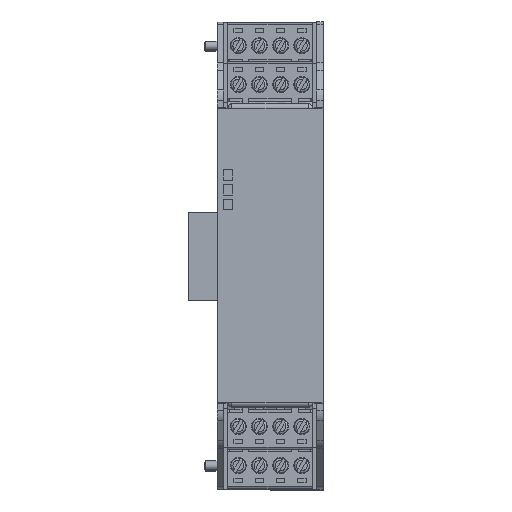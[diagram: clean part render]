
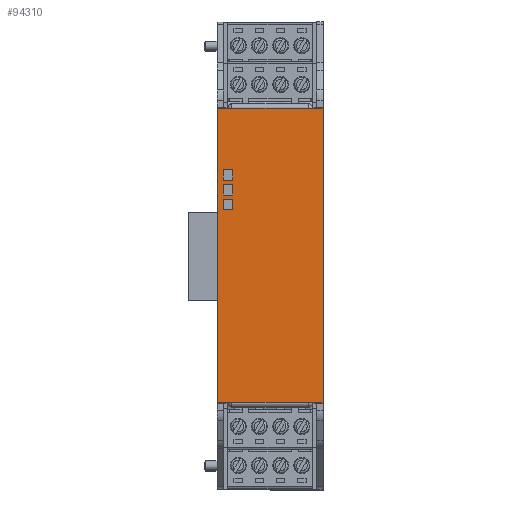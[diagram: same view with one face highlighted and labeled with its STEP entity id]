
A CAD part, top view. The second image highlights one B-rep face of the part: STEP entity #94310.
In plain terms, the highlighted planar face has unit normal (0, 0, 1).
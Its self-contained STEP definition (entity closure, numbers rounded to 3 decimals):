
#92161=DIRECTION('',(-1.,0.,0.));
#92162=VECTOR('',#92161,18.);
#92163=CARTESIAN_POINT('',(9.,-34.76,0.));
#92164=LINE('',#92163,#92162);
#92165=DIRECTION('',(1.,0.,0.));
#92166=VECTOR('',#92165,3.5);
#92167=CARTESIAN_POINT('',(-12.5,-34.76,0.));
#92168=LINE('',#92167,#92166);
#92169=DIRECTION('',(0.,-1.,0.));
#92170=VECTOR('',#92169,69.52);
#92171=CARTESIAN_POINT('',(-12.5,34.76,0.));
#92172=LINE('',#92171,#92170);
#92173=DIRECTION('',(-1.,0.,0.));
#92174=VECTOR('',#92173,3.5);
#92175=CARTESIAN_POINT('',(-9.,34.76,0.));
#92176=LINE('',#92175,#92174);
#92177=DIRECTION('',(-1.,0.,0.));
#92178=VECTOR('',#92177,18.);
#92179=CARTESIAN_POINT('',(9.,34.76,0.));
#92180=LINE('',#92179,#92178);
#92181=DIRECTION('',(-1.,0.,0.));
#92182=VECTOR('',#92181,3.5);
#92183=CARTESIAN_POINT('',(12.5,34.76,0.));
#92184=LINE('',#92183,#92182);
#92185=DIRECTION('',(0.,1.,0.));
#92186=VECTOR('',#92185,69.52);
#92187=CARTESIAN_POINT('',(12.5,-34.76,0.));
#92188=LINE('',#92187,#92186);
#92189=DIRECTION('',(1.,0.,0.));
#92190=VECTOR('',#92189,3.5);
#92191=CARTESIAN_POINT('',(9.,-34.76,0.));
#92192=LINE('',#92191,#92190);
#92193=DIRECTION('',(1.,0.,0.));
#92194=VECTOR('',#92193,2.21);
#92195=CARTESIAN_POINT('',(-11.005,10.74,0.));
#92196=LINE('',#92195,#92194);
#92197=DIRECTION('',(0.,-1.,0.));
#92198=VECTOR('',#92197,2.5);
#92199=CARTESIAN_POINT('',(-8.795,13.24,0.));
#92200=LINE('',#92199,#92198);
#92201=DIRECTION('',(1.,0.,0.));
#92202=VECTOR('',#92201,2.21);
#92203=CARTESIAN_POINT('',(-11.005,13.24,0.));
#92204=LINE('',#92203,#92202);
#92205=DIRECTION('',(0.,-1.,0.));
#92206=VECTOR('',#92205,2.5);
#92207=CARTESIAN_POINT('',(-11.005,13.24,0.));
#92208=LINE('',#92207,#92206);
#92209=DIRECTION('',(1.,0.,0.));
#92210=VECTOR('',#92209,2.21);
#92211=CARTESIAN_POINT('',(-11.005,20.24,0.));
#92212=LINE('',#92211,#92210);
#92213=DIRECTION('',(0.,-1.,0.));
#92214=VECTOR('',#92213,2.5);
#92215=CARTESIAN_POINT('',(-11.005,20.24,0.));
#92216=LINE('',#92215,#92214);
#92217=DIRECTION('',(1.,0.,0.));
#92218=VECTOR('',#92217,2.21);
#92219=CARTESIAN_POINT('',(-11.005,17.74,0.));
#92220=LINE('',#92219,#92218);
#92221=DIRECTION('',(0.,-1.,0.));
#92222=VECTOR('',#92221,2.5);
#92223=CARTESIAN_POINT('',(-8.795,20.24,0.));
#92224=LINE('',#92223,#92222);
#92225=DIRECTION('',(1.,0.,0.));
#92226=VECTOR('',#92225,2.21);
#92227=CARTESIAN_POINT('',(-11.005,16.74,0.));
#92228=LINE('',#92227,#92226);
#92229=DIRECTION('',(0.,-1.,0.));
#92230=VECTOR('',#92229,2.5);
#92231=CARTESIAN_POINT('',(-11.005,16.74,0.));
#92232=LINE('',#92231,#92230);
#92233=DIRECTION('',(1.,0.,0.));
#92234=VECTOR('',#92233,2.21);
#92235=CARTESIAN_POINT('',(-11.005,14.24,0.));
#92236=LINE('',#92235,#92234);
#92237=DIRECTION('',(0.,-1.,0.));
#92238=VECTOR('',#92237,2.5);
#92239=CARTESIAN_POINT('',(-8.795,16.74,0.));
#92240=LINE('',#92239,#92238);
#93771=CARTESIAN_POINT('',(-12.5,34.76,0.));
#93772=CARTESIAN_POINT('',(-12.5,-34.76,0.));
#93773=VERTEX_POINT('',#93771);
#93774=VERTEX_POINT('',#93772);
#93775=CARTESIAN_POINT('',(12.5,-34.76,0.));
#93776=CARTESIAN_POINT('',(12.5,34.76,0.));
#93777=VERTEX_POINT('',#93775);
#93778=VERTEX_POINT('',#93776);
#93803=CARTESIAN_POINT('',(9.,34.76,0.));
#93804=CARTESIAN_POINT('',(-9.,34.76,0.));
#93805=VERTEX_POINT('',#93803);
#93806=VERTEX_POINT('',#93804);
#93816=CARTESIAN_POINT('',(9.,-34.76,0.));
#93818=VERTEX_POINT('',#93816);
#93820=CARTESIAN_POINT('',(-9.,-34.76,0.));
#93822=VERTEX_POINT('',#93820);
#94089=CARTESIAN_POINT('',(-11.005,10.74,0.));
#94090=CARTESIAN_POINT('',(-8.795,10.74,0.));
#94091=VERTEX_POINT('',#94089);
#94092=VERTEX_POINT('',#94090);
#94093=CARTESIAN_POINT('',(-11.005,20.24,0.));
#94094=CARTESIAN_POINT('',(-8.795,20.24,0.));
#94095=VERTEX_POINT('',#94093);
#94096=VERTEX_POINT('',#94094);
#94097=CARTESIAN_POINT('',(-11.005,17.74,0.));
#94098=CARTESIAN_POINT('',(-8.795,17.74,0.));
#94099=VERTEX_POINT('',#94097);
#94100=VERTEX_POINT('',#94098);
#94101=CARTESIAN_POINT('',(-11.005,16.74,0.));
#94102=CARTESIAN_POINT('',(-8.795,16.74,0.));
#94103=VERTEX_POINT('',#94101);
#94104=VERTEX_POINT('',#94102);
#94105=CARTESIAN_POINT('',(-11.005,14.24,0.));
#94106=CARTESIAN_POINT('',(-8.795,14.24,0.));
#94107=VERTEX_POINT('',#94105);
#94108=VERTEX_POINT('',#94106);
#94109=CARTESIAN_POINT('',(-11.005,13.24,0.));
#94110=CARTESIAN_POINT('',(-8.795,13.24,0.));
#94111=VERTEX_POINT('',#94109);
#94112=VERTEX_POINT('',#94110);
#94257=CARTESIAN_POINT('',(0.,0.,0.));
#94258=DIRECTION('',(0.,0.,1.));
#94259=DIRECTION('',(1.,0.,0.));
#94260=AXIS2_PLACEMENT_3D('',#94257,#94258,#94259);
#94261=PLANE('',#94260);
#94263=ORIENTED_EDGE('',*,*,#94262,.T.);
#94265=ORIENTED_EDGE('',*,*,#94264,.F.);
#94267=ORIENTED_EDGE('',*,*,#94266,.F.);
#94269=ORIENTED_EDGE('',*,*,#94268,.F.);
#94271=ORIENTED_EDGE('',*,*,#94270,.F.);
#94273=ORIENTED_EDGE('',*,*,#94272,.F.);
#94275=ORIENTED_EDGE('',*,*,#94274,.F.);
#94277=ORIENTED_EDGE('',*,*,#94276,.F.);
#94278=EDGE_LOOP('',(#94263,#94265,#94267,#94269,#94271,#94273,#94275,#94277));
#94279=FACE_OUTER_BOUND('',#94278,.F.);
#94281=ORIENTED_EDGE('',*,*,#94280,.T.);
#94283=ORIENTED_EDGE('',*,*,#94282,.F.);
#94285=ORIENTED_EDGE('',*,*,#94284,.F.);
#94287=ORIENTED_EDGE('',*,*,#94286,.T.);
#94288=EDGE_LOOP('',(#94281,#94283,#94285,#94287));
#94289=FACE_BOUND('',#94288,.F.);
#94291=ORIENTED_EDGE('',*,*,#94290,.F.);
#94293=ORIENTED_EDGE('',*,*,#94292,.T.);
#94295=ORIENTED_EDGE('',*,*,#94294,.T.);
#94297=ORIENTED_EDGE('',*,*,#94296,.F.);
#94298=EDGE_LOOP('',(#94291,#94293,#94295,#94297));
#94299=FACE_BOUND('',#94298,.F.);
#94301=ORIENTED_EDGE('',*,*,#94300,.F.);
#94303=ORIENTED_EDGE('',*,*,#94302,.T.);
#94305=ORIENTED_EDGE('',*,*,#94304,.T.);
#94307=ORIENTED_EDGE('',*,*,#94306,.F.);
#94308=EDGE_LOOP('',(#94301,#94303,#94305,#94307));
#94309=FACE_BOUND('',#94308,.F.);
#94310=ADVANCED_FACE('',(#94279,#94289,#94299,#94309),#94261,.T.);
#94262=EDGE_CURVE('',#93818,#93822,#92164,.T.);
#94264=EDGE_CURVE('',#93774,#93822,#92168,.T.);
#94266=EDGE_CURVE('',#93773,#93774,#92172,.T.);
#94268=EDGE_CURVE('',#93806,#93773,#92176,.T.);
#94270=EDGE_CURVE('',#93805,#93806,#92180,.T.);
#94272=EDGE_CURVE('',#93778,#93805,#92184,.T.);
#94274=EDGE_CURVE('',#93777,#93778,#92188,.T.);
#94276=EDGE_CURVE('',#93818,#93777,#92192,.T.);
#94280=EDGE_CURVE('',#94091,#94092,#92196,.T.);
#94282=EDGE_CURVE('',#94112,#94092,#92200,.T.);
#94284=EDGE_CURVE('',#94111,#94112,#92204,.T.);
#94286=EDGE_CURVE('',#94111,#94091,#92208,.T.);
#94290=EDGE_CURVE('',#94095,#94096,#92212,.T.);
#94292=EDGE_CURVE('',#94095,#94099,#92216,.T.);
#94294=EDGE_CURVE('',#94099,#94100,#92220,.T.);
#94296=EDGE_CURVE('',#94096,#94100,#92224,.T.);
#94300=EDGE_CURVE('',#94103,#94104,#92228,.T.);
#94302=EDGE_CURVE('',#94103,#94107,#92232,.T.);
#94304=EDGE_CURVE('',#94107,#94108,#92236,.T.);
#94306=EDGE_CURVE('',#94104,#94108,#92240,.T.);
